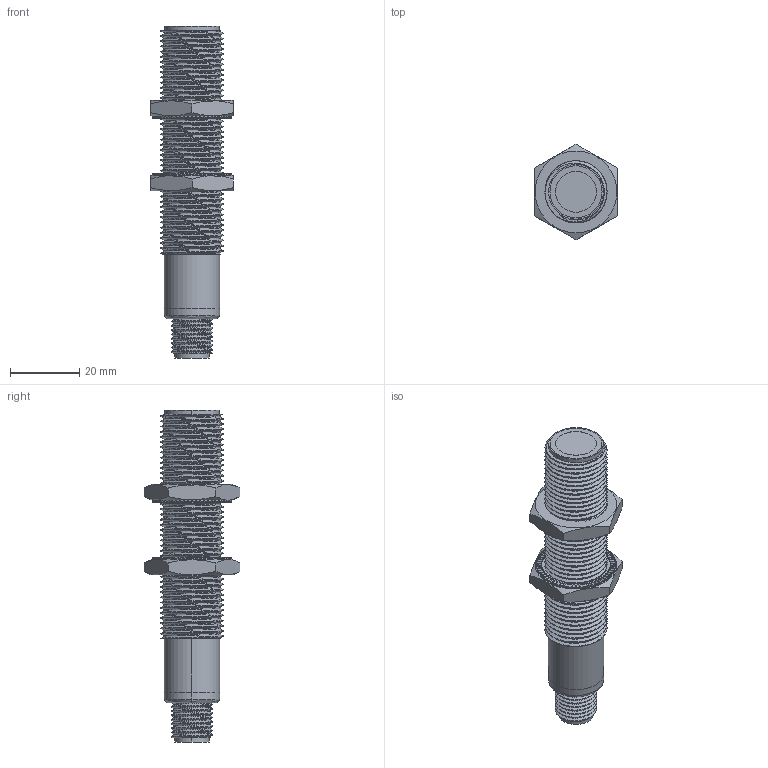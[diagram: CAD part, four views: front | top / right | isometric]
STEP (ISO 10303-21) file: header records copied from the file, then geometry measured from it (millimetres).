
FILE_DESCRIPTION (( 'STEP AP214' ), '1' );
FILE_NAME ('PXUS1000-18PV15_3D.step', '2023-06-23T20:04:27', ( '' ), ( '' ), 'SwSTEP 2.0', 'SolidWorks 2022', '' );
FILE_SCHEMA (( 'AUTOMOTIVE_DESIGN' ));
Length unit declared in the file: inch
Products named in the file (3): PXUS1000-18PV15; PXUS1000-18PV15_3D; M18ÂÞÃ±
Assembly tree (3 placements, depth 2):
  PXUS1000-18PV15_3D
    PXUS1000-18PV15
    M18ÂÞÃ±  x2
Bounding box: 24 x 27.71 x 96.2 mm (x, y, z)
Volume: 21961.6 mm3; surface area: 10701.2 mm2
Topology: 3 solids, 3 shells, 465 faces, 1345 edges, 890 vertices
Faces by surface type: cylinder 277, plane 155, bspline 15, sphere 10, cone 8
Entity records: 26345 total; most frequent: CARTESIAN_POINT 18721, ORIENTED_EDGE 1756, DIRECTION 1292, EDGE_CURVE 878, VERTEX_POINT 581, AXIS2_PLACEMENT_3D 503, EDGE_LOOP 329, ADVANCED_FACE 314
